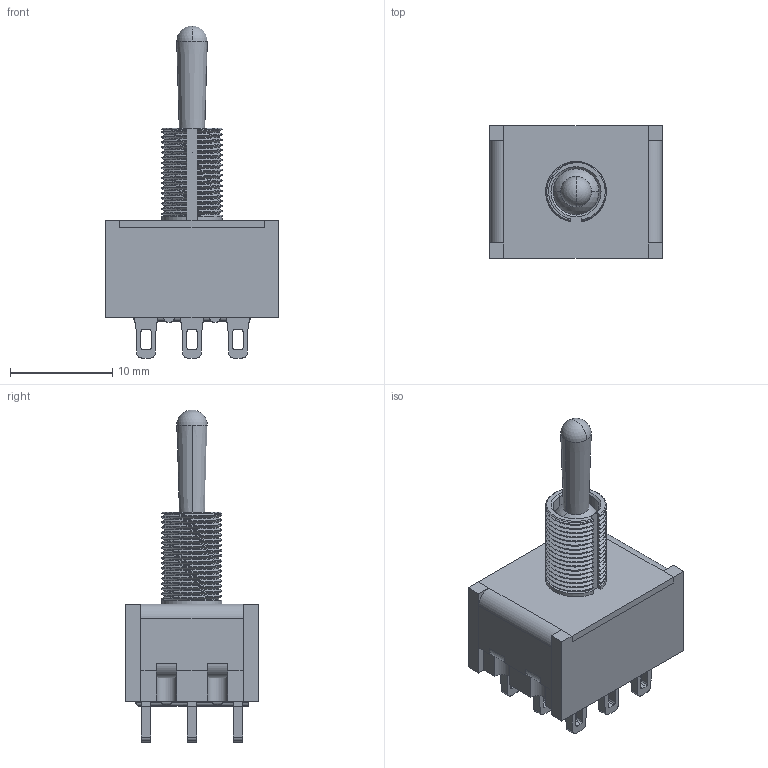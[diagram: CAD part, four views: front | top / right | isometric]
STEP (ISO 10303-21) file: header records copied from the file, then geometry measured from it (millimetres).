
FILE_DESCRIPTION (( 'STEP AP214' ), '1' );
FILE_NAME ('3PDT.STEP', '2021-06-04T04:34:45', ( '' ), ( '' ), 'SwSTEP 2.0', 'SolidWorks 2020', '' );
FILE_SCHEMA (( 'AUTOMOTIVE_DESIGN' ));
Length unit declared in the file: millimetre
Products named in the file (1): 3PDT
Bounding box: 16.9 x 13 x 32.5 mm (x, y, z)
Volume: 2284.1 mm3; surface area: 2550.9 mm2
Topology: 13 solids, 13 shells, 548 faces, 1526 edges, 998 vertices
Faces by surface type: cylinder 259, plane 240, bspline 37, sphere 6, cone 6
Entity records: 20897 total; most frequent: CARTESIAN_POINT 7150, ORIENTED_EDGE 3034, DIRECTION 2563, EDGE_CURVE 1517, VERTEX_POINT 995, LINE 879, VECTOR 879, AXIS2_PLACEMENT_3D 842
